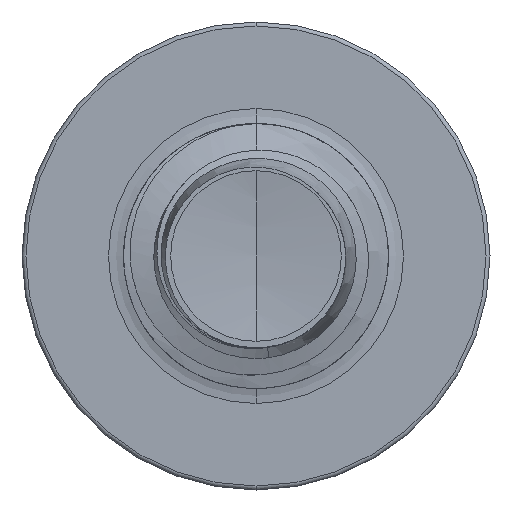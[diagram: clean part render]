
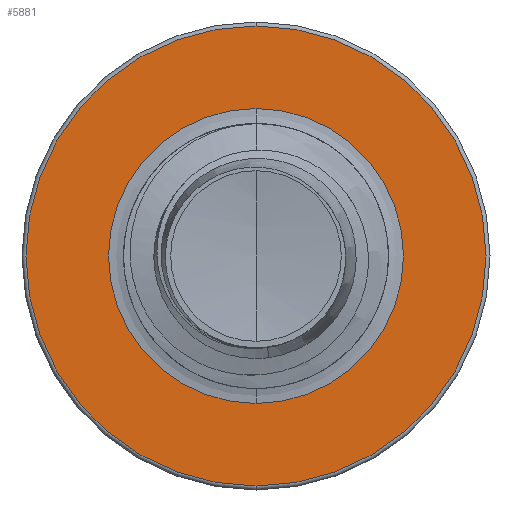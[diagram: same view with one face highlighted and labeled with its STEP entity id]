
A CAD part, front view. The second image highlights one B-rep face of the part: STEP entity #5881.
In plain terms, the highlighted planar face has unit normal (0, -1, 0).
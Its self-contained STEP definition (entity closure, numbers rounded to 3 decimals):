
#301 = DIRECTION ( 'NONE',  ( 0., 1., 0. ) ) ;
#362 = ORIENTED_EDGE ( 'NONE', *, *, #9920, .F. ) ;
#475 = ORIENTED_EDGE ( 'NONE', *, *, #21742, .T. ) ;
#1227 = DIRECTION ( 'NONE',  ( 0., 1., 0. ) ) ;
#1394 = CARTESIAN_POINT ( 'NONE',  ( 0., 10., 0. ) ) ;
#1596 = AXIS2_PLACEMENT_3D ( 'NONE', #11816, #1227, #13542 ) ;
#2248 = EDGE_LOOP ( 'NONE', ( #362, #16647 ) ) ;
#2354 = CARTESIAN_POINT ( 'NONE',  ( 0., 10., -1.67 ) ) ;
#3173 = CIRCLE ( 'NONE', #14829, 1.67 ) ;
#3261 = DIRECTION ( 'NONE',  ( 0., 0., 1. ) ) ;
#4239 = DIRECTION ( 'NONE',  ( 0., 1., 0. ) ) ;
#4679 = CIRCLE ( 'NONE', #1596, 2.605 ) ;
#5881 = ADVANCED_FACE ( 'NONE', ( #6383, #6932 ), #7736, .F. ) ;
#6199 = VERTEX_POINT ( 'NONE', #8309 ) ;
#6383 = FACE_OUTER_BOUND ( 'NONE', #2248, .T. ) ;
#6932 = FACE_BOUND ( 'NONE', #17318, .T. ) ;
#7736 = PLANE ( 'NONE',  #14640 ) ;
#7827 = VERTEX_POINT ( 'NONE', #18546 ) ;
#8309 = CARTESIAN_POINT ( 'NONE',  ( 0., 10., 2.605 ) ) ;
#9552 = VERTEX_POINT ( 'NONE', #21082 ) ;
#9920 = EDGE_CURVE ( 'NONE', #6199, #9552, #4679, .T. ) ;
#10327 = CARTESIAN_POINT ( 'NONE',  ( 0., 10., 0. ) ) ;
#11006 = CARTESIAN_POINT ( 'NONE',  ( 0., 10., 0. ) ) ;
#11816 = CARTESIAN_POINT ( 'NONE',  ( 0., 10., 0. ) ) ;
#12015 = DIRECTION ( 'NONE',  ( 0., 0., 1. ) ) ;
#12534 = VERTEX_POINT ( 'NONE', #20713 ) ;
#12693 = DIRECTION ( 'NONE',  ( 0., 0., 1. ) ) ;
#13542 = DIRECTION ( 'NONE',  ( 0., 0., 1. ) ) ;
#13692 = DIRECTION ( 'NONE',  ( 0., 1., 0. ) ) ;
#14592 = CIRCLE ( 'NONE', #18464, 1.67 ) ;
#14640 = AXIS2_PLACEMENT_3D ( 'NONE', #2354, #4239, #16189 ) ;
#14829 = AXIS2_PLACEMENT_3D ( 'NONE', #1394, #13692, #3261 ) ;
#16189 = DIRECTION ( 'NONE',  ( 0., 0., 1. ) ) ;
#16303 = AXIS2_PLACEMENT_3D ( 'NONE', #10327, #21778, #12015 ) ;
#16647 = ORIENTED_EDGE ( 'NONE', *, *, #20260, .F. ) ;
#17243 = ORIENTED_EDGE ( 'NONE', *, *, #20662, .T. ) ;
#17318 = EDGE_LOOP ( 'NONE', ( #475, #17243 ) ) ;
#18464 = AXIS2_PLACEMENT_3D ( 'NONE', #11006, #301, #12693 ) ;
#18546 = CARTESIAN_POINT ( 'NONE',  ( 0., 10., -1.67 ) ) ;
#19871 = CIRCLE ( 'NONE', #16303, 2.605 ) ;
#20260 = EDGE_CURVE ( 'NONE', #9552, #6199, #19871, .T. ) ;
#20662 = EDGE_CURVE ( 'NONE', #7827, #12534, #14592, .T. ) ;
#20713 = CARTESIAN_POINT ( 'NONE',  ( 0., 10., 1.67 ) ) ;
#21082 = CARTESIAN_POINT ( 'NONE',  ( 0., 10., -2.605 ) ) ;
#21742 = EDGE_CURVE ( 'NONE', #12534, #7827, #3173, .T. ) ;
#21778 = DIRECTION ( 'NONE',  ( 0., 1., 0. ) ) ;
